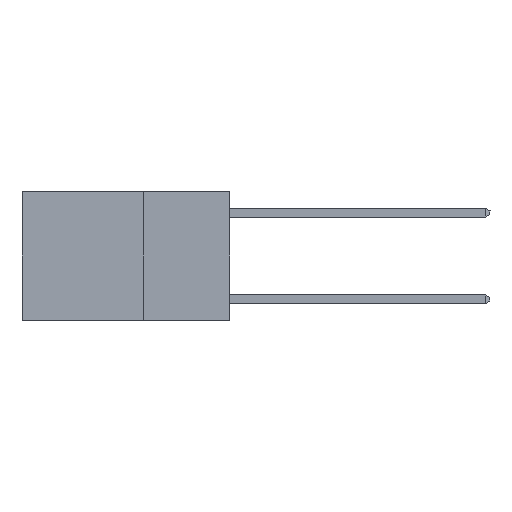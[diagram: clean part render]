
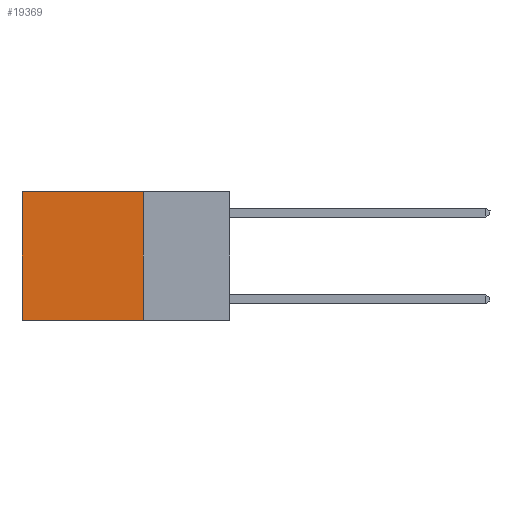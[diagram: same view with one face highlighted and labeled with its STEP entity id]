
A CAD part, left-side view. The second image highlights one B-rep face of the part: STEP entity #19369.
In plain terms, the highlighted planar face has unit normal (-1, 0, 0).
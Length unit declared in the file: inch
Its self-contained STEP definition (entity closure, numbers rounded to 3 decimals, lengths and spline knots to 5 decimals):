
#949 = EDGE_CURVE ( 'NONE', #19452, #23825, #7288, .T. ) ;
#1624 = DIRECTION ( 'NONE',  ( 0., 0., -1. ) ) ;
#1744 = CARTESIAN_POINT ( 'NONE',  ( 0.2625, 0.25, 0. ) ) ;
#2117 = EDGE_LOOP ( 'NONE', ( #11933, #12490, #16083, #15786 ) ) ;
#2131 = FACE_OUTER_BOUND ( 'NONE', #2117, .T. ) ;
#2259 = VECTOR ( 'NONE', #1624, 39.37008 ) ;
#2944 = PLANE ( 'NONE',  #14173 ) ;
#3110 = CARTESIAN_POINT ( 'NONE',  ( 0.2625, 0.6, -0.37 ) ) ;
#3480 = CARTESIAN_POINT ( 'NONE',  ( 0.2625, 0.25, 0. ) ) ;
#3570 = VECTOR ( 'NONE', #11262, 39.37008 ) ;
#5003 = CARTESIAN_POINT ( 'NONE',  ( 0.2625, 0.25, -0.37 ) ) ;
#5813 = VERTEX_POINT ( 'NONE', #13158 ) ;
#7288 = LINE ( 'NONE', #14641, #2259 ) ;
#7339 = EDGE_CURVE ( 'NONE', #20965, #23825, #7896, .T. ) ;
#7896 = LINE ( 'NONE', #5003, #15518 ) ;
#8617 = LINE ( 'NONE', #1744, #3570 ) ;
#8867 = DIRECTION ( 'NONE',  ( 1., 0., 0. ) ) ;
#9375 = EDGE_CURVE ( 'NONE', #5813, #19452, #17840, .T. ) ;
#10667 = DIRECTION ( 'NONE',  ( 0., 0., -1. ) ) ;
#11262 = DIRECTION ( 'NONE',  ( 0., 0., -1. ) ) ;
#11933 = ORIENTED_EDGE ( 'NONE', *, *, #949, .T. ) ;
#12397 = EDGE_CURVE ( 'NONE', #5813, #20965, #8617, .T. ) ;
#12490 = ORIENTED_EDGE ( 'NONE', *, *, #7339, .F. ) ;
#12669 = DIRECTION ( 'NONE',  ( 0., 1., 0. ) ) ;
#13158 = CARTESIAN_POINT ( 'NONE',  ( 0.2625, 0.25, 0. ) ) ;
#14173 = AXIS2_PLACEMENT_3D ( 'NONE', #3480, #8867, #10667 ) ;
#14641 = CARTESIAN_POINT ( 'NONE',  ( 0.2625, 0.6, 0. ) ) ;
#14798 = CARTESIAN_POINT ( 'NONE',  ( 0.2625, 0.25, -0.37 ) ) ;
#15518 = VECTOR ( 'NONE', #21982, 39.37008 ) ;
#15786 = ORIENTED_EDGE ( 'NONE', *, *, #9375, .T. ) ;
#16083 = ORIENTED_EDGE ( 'NONE', *, *, #12397, .F. ) ;
#16344 = CARTESIAN_POINT ( 'NONE',  ( 0.2625, 0.6, 0. ) ) ;
#17840 = LINE ( 'NONE', #22173, #21323 ) ;
#19369 = ADVANCED_FACE ( 'NONE', ( #2131 ), #2944, .F. ) ;
#19452 = VERTEX_POINT ( 'NONE', #16344 ) ;
#20965 = VERTEX_POINT ( 'NONE', #14798 ) ;
#21323 = VECTOR ( 'NONE', #12669, 39.37008 ) ;
#21982 = DIRECTION ( 'NONE',  ( 0., 1., 0. ) ) ;
#22173 = CARTESIAN_POINT ( 'NONE',  ( 0.2625, 0.25, 0. ) ) ;
#23825 = VERTEX_POINT ( 'NONE', #3110 ) ;
